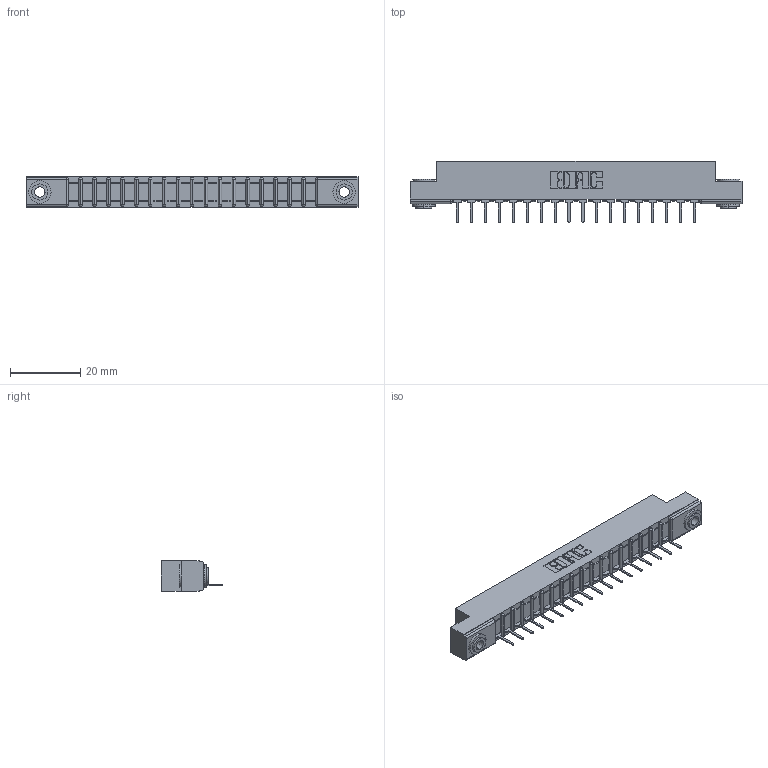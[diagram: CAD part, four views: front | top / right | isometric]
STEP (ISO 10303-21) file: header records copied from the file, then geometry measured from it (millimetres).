
FILE_DESCRIPTION (( 'STEP AP203' ), '1' );
FILE_NAME ('307-018-531-103.STEP', '2019-09-03T17:58:48', ( '' ), ( '' ), 'SwSTEP 2.0', 'SolidWorks 2016', '' );
FILE_SCHEMA (( 'CONFIG_CONTROL_DESIGN' ));
Length unit declared in the file: inch
Products named in the file (4): 307 Part_.156 Dia Mounting Holes; 345-250-002_345-250-002-102; 307-018-531-103; 307-290-001_531
Assembly tree (21 placements, depth 2):
  307-018-531-103
    307 Part_.156 Dia Mounting Holes
    307-290-001_531  x18
    345-250-002_345-250-002-102  x2
Bounding box: 94.34 x 17.42 x 8.71 mm (x, y, z)
Volume: 5934.3 mm3; surface area: 9118.4 mm2
Topology: 21 solids, 21 shells, 1197 faces, 3351 edges, 2154 vertices
Faces by surface type: plane 760, cylinder 391, sphere 38, cone 8
Entity records: 19423 total; most frequent: CARTESIAN_POINT 3241, ORIENTED_EDGE 3218, DIRECTION 3181, EDGE_CURVE 1609, LINE 1217, VECTOR 1217, VERTEX_POINT 1042, AXIS2_PLACEMENT_3D 982
